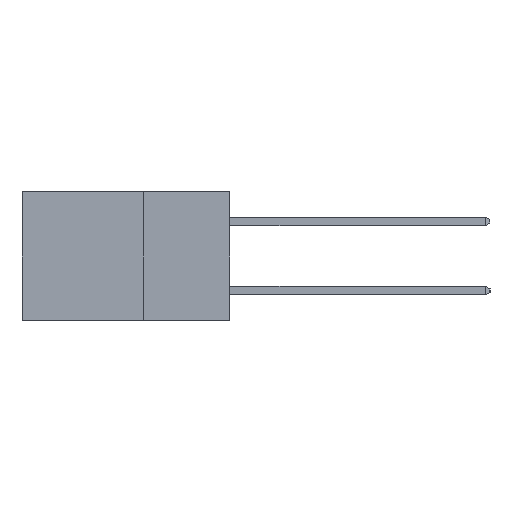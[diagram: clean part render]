
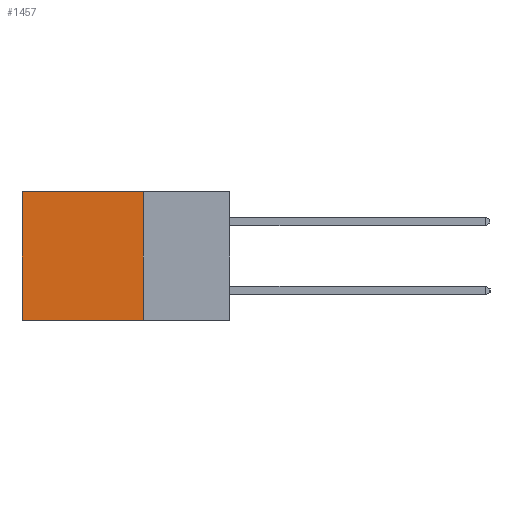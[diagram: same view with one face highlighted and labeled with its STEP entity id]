
A CAD part, left-side view. The second image highlights one B-rep face of the part: STEP entity #1457.
In plain terms, the highlighted planar face has unit normal (-1, 0, 0).
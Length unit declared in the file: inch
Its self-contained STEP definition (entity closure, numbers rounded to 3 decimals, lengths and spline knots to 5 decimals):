
#407 = CARTESIAN_POINT ( 'NONE',  ( 0.2615, 0.25, 0. ) ) ;
#604 = VERTEX_POINT ( 'NONE', #407 ) ;
#1136 = ORIENTED_EDGE ( 'NONE', *, *, #11146, .F. ) ;
#1457 = ADVANCED_FACE ( 'NONE', ( #2087 ), #5671, .F. ) ;
#1513 = ORIENTED_EDGE ( 'NONE', *, *, #15530, .F. ) ;
#1784 = CARTESIAN_POINT ( 'NONE',  ( 0.2615, 0.6, -0.37 ) ) ;
#1856 = VERTEX_POINT ( 'NONE', #17232 ) ;
#2087 = FACE_OUTER_BOUND ( 'NONE', #14363, .T. ) ;
#3692 = LINE ( 'NONE', #16199, #11090 ) ;
#3916 = VECTOR ( 'NONE', #4607, 39.37008 ) ;
#4607 = DIRECTION ( 'NONE',  ( 0., 0., -1. ) ) ;
#4970 = VECTOR ( 'NONE', #7292, 39.37008 ) ;
#5101 = CARTESIAN_POINT ( 'NONE',  ( 0.2615, 0.25, -0.37 ) ) ;
#5369 = CARTESIAN_POINT ( 'NONE',  ( 0.2615, 0.25, -0.37 ) ) ;
#5398 = VERTEX_POINT ( 'NONE', #1784 ) ;
#5671 = PLANE ( 'NONE',  #15151 ) ;
#5806 = LINE ( 'NONE', #5101, #16120 ) ;
#7292 = DIRECTION ( 'NONE',  ( 0., 0., -1. ) ) ;
#7692 = LINE ( 'NONE', #8784, #3916 ) ;
#7706 = ORIENTED_EDGE ( 'NONE', *, *, #12988, .T. ) ;
#8235 = DIRECTION ( 'NONE',  ( 0., 1., 0. ) ) ;
#8379 = DIRECTION ( 'NONE',  ( 1., 0., 0. ) ) ;
#8784 = CARTESIAN_POINT ( 'NONE',  ( 0.2615, 0.6, -0.37 ) ) ;
#9917 = ORIENTED_EDGE ( 'NONE', *, *, #13197, .T. ) ;
#11090 = VECTOR ( 'NONE', #8235, 39.37008 ) ;
#11146 = EDGE_CURVE ( 'NONE', #15465, #5398, #5806, .T. ) ;
#12013 = DIRECTION ( 'NONE',  ( 0., 1., 0. ) ) ;
#12988 = EDGE_CURVE ( 'NONE', #1856, #5398, #7692, .T. ) ;
#13197 = EDGE_CURVE ( 'NONE', #604, #1856, #3692, .T. ) ;
#13927 = CARTESIAN_POINT ( 'NONE',  ( 0.2615, 0.25, -0.37 ) ) ;
#14045 = CARTESIAN_POINT ( 'NONE',  ( 0.2615, 0.25, -0.37 ) ) ;
#14363 = EDGE_LOOP ( 'NONE', ( #7706, #1136, #1513, #9917 ) ) ;
#15151 = AXIS2_PLACEMENT_3D ( 'NONE', #5369, #8379, #15594 ) ;
#15375 = LINE ( 'NONE', #14045, #4970 ) ;
#15465 = VERTEX_POINT ( 'NONE', #13927 ) ;
#15530 = EDGE_CURVE ( 'NONE', #604, #15465, #15375, .T. ) ;
#15594 = DIRECTION ( 'NONE',  ( 0., 0., -1. ) ) ;
#16120 = VECTOR ( 'NONE', #12013, 39.37008 ) ;
#16199 = CARTESIAN_POINT ( 'NONE',  ( 0.2615, 0.25, 0. ) ) ;
#17232 = CARTESIAN_POINT ( 'NONE',  ( 0.2615, 0.6, 0. ) ) ;
